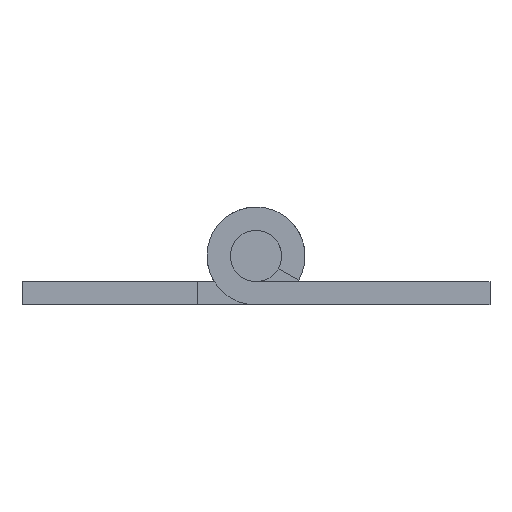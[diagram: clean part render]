
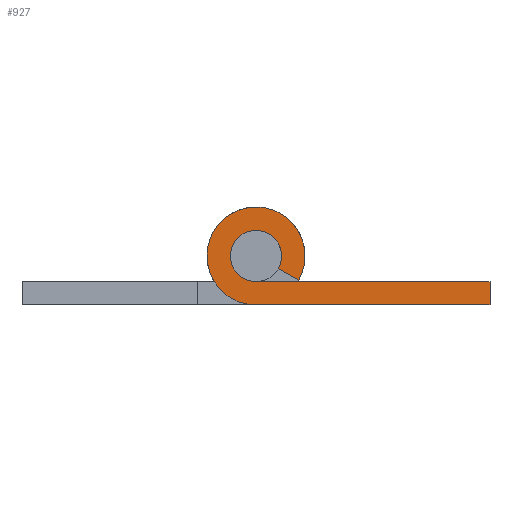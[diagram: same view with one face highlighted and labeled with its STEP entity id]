
A CAD part, front view. The second image highlights one B-rep face of the part: STEP entity #927.
In plain terms, the highlighted planar face has unit normal (0, -1, 0).
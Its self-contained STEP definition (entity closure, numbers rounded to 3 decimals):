
#38 = DIRECTION ( 'NONE',  ( -1., 0., 0. ) ) ;
#128 = CARTESIAN_POINT ( 'NONE',  ( 16., -18.2, -1.75 ) ) ;
#287 = VERTEX_POINT ( 'NONE', #128 ) ;
#380 = DIRECTION ( 'NONE',  ( 1., 0., 0. ) ) ;
#419 = AXIS2_PLACEMENT_3D ( 'NONE', #2711, #1695, #1252 ) ;
#444 = AXIS2_PLACEMENT_3D ( 'NONE', #3432, #1607, #617 ) ;
#450 = LINE ( 'NONE', #2978, #1880 ) ;
#456 = PLANE ( 'NONE',  #419 ) ;
#549 = LINE ( 'NONE', #1990, #3090 ) ;
#564 = ORIENTED_EDGE ( 'NONE', *, *, #674, .T. ) ;
#567 = LINE ( 'NONE', #627, #1544 ) ;
#617 = DIRECTION ( 'NONE',  ( 0., 0., -1. ) ) ;
#627 = CARTESIAN_POINT ( 'NONE',  ( 16., -18.2, -3.35 ) ) ;
#674 = EDGE_CURVE ( 'NONE', #1792, #2180, #3698, .T. ) ;
#859 = VERTEX_POINT ( 'NONE', #3203 ) ;
#927 = ADVANCED_FACE ( 'NONE', ( #3655 ), #456, .T. ) ;
#1060 = VERTEX_POINT ( 'NONE', #4009 ) ;
#1216 = LINE ( 'NONE', #2639, #3619 ) ;
#1252 = DIRECTION ( 'NONE',  ( 0., 0., -1. ) ) ;
#1343 = CARTESIAN_POINT ( 'NONE',  ( 0., -18.2, -3.35 ) ) ;
#1444 = CARTESIAN_POINT ( 'NONE',  ( 0., -18.2, 0. ) ) ;
#1544 = VECTOR ( 'NONE', #2262, 1000. ) ;
#1607 = DIRECTION ( 'NONE',  ( 0., -1., 0. ) ) ;
#1695 = DIRECTION ( 'NONE',  ( 0., -1., 0. ) ) ;
#1760 = DIRECTION ( 'NONE',  ( 0., 0., -1. ) ) ;
#1792 = VERTEX_POINT ( 'NONE', #2344 ) ;
#1880 = VECTOR ( 'NONE', #2968, 1000. ) ;
#1990 = CARTESIAN_POINT ( 'NONE',  ( 16., -18.2, -1.75 ) ) ;
#2180 = VERTEX_POINT ( 'NONE', #1343 ) ;
#2262 = DIRECTION ( 'NONE',  ( 0., 0., 1. ) ) ;
#2293 = EDGE_CURVE ( 'NONE', #1060, #2717, #2444, .T. ) ;
#2344 = CARTESIAN_POINT ( 'NONE',  ( 2.915, -18.2, -1.65 ) ) ;
#2444 = CIRCLE ( 'NONE', #3916, 1.75 ) ;
#2483 = ORIENTED_EDGE ( 'NONE', *, *, #3745, .T. ) ;
#2575 = EDGE_CURVE ( 'NONE', #859, #287, #567, .T. ) ;
#2617 = ORIENTED_EDGE ( 'NONE', *, *, #2293, .T. ) ;
#2639 = CARTESIAN_POINT ( 'NONE',  ( 0., -18.2, -3.35 ) ) ;
#2711 = CARTESIAN_POINT ( 'NONE',  ( 0., -18.2, 0. ) ) ;
#2717 = VERTEX_POINT ( 'NONE', #2948 ) ;
#2817 = ORIENTED_EDGE ( 'NONE', *, *, #4082, .T. ) ;
#2904 = ORIENTED_EDGE ( 'NONE', *, *, #2575, .T. ) ;
#2948 = CARTESIAN_POINT ( 'NONE',  ( 1.523, -18.2, -0.862 ) ) ;
#2968 = DIRECTION ( 'NONE',  ( 0.87, 0., -0.493 ) ) ;
#2978 = CARTESIAN_POINT ( 'NONE',  ( 1.523, -18.2, -0.862 ) ) ;
#3090 = VECTOR ( 'NONE', #38, 1000. ) ;
#3203 = CARTESIAN_POINT ( 'NONE',  ( 16., -18.2, -3.35 ) ) ;
#3222 = EDGE_LOOP ( 'NONE', ( #2904, #2483, #2617, #2817, #564, #3714 ) ) ;
#3432 = CARTESIAN_POINT ( 'NONE',  ( 0., -18.2, 0. ) ) ;
#3608 = DIRECTION ( 'NONE',  ( 0., 1., 0. ) ) ;
#3619 = VECTOR ( 'NONE', #380, 1000. ) ;
#3655 = FACE_OUTER_BOUND ( 'NONE', #3222, .T. ) ;
#3698 = CIRCLE ( 'NONE', #444, 3.35 ) ;
#3714 = ORIENTED_EDGE ( 'NONE', *, *, #4035, .T. ) ;
#3745 = EDGE_CURVE ( 'NONE', #287, #1060, #549, .T. ) ;
#3916 = AXIS2_PLACEMENT_3D ( 'NONE', #1444, #3608, #1760 ) ;
#4009 = CARTESIAN_POINT ( 'NONE',  ( 0., -18.2, -1.75 ) ) ;
#4035 = EDGE_CURVE ( 'NONE', #2180, #859, #1216, .T. ) ;
#4082 = EDGE_CURVE ( 'NONE', #2717, #1792, #450, .T. ) ;
